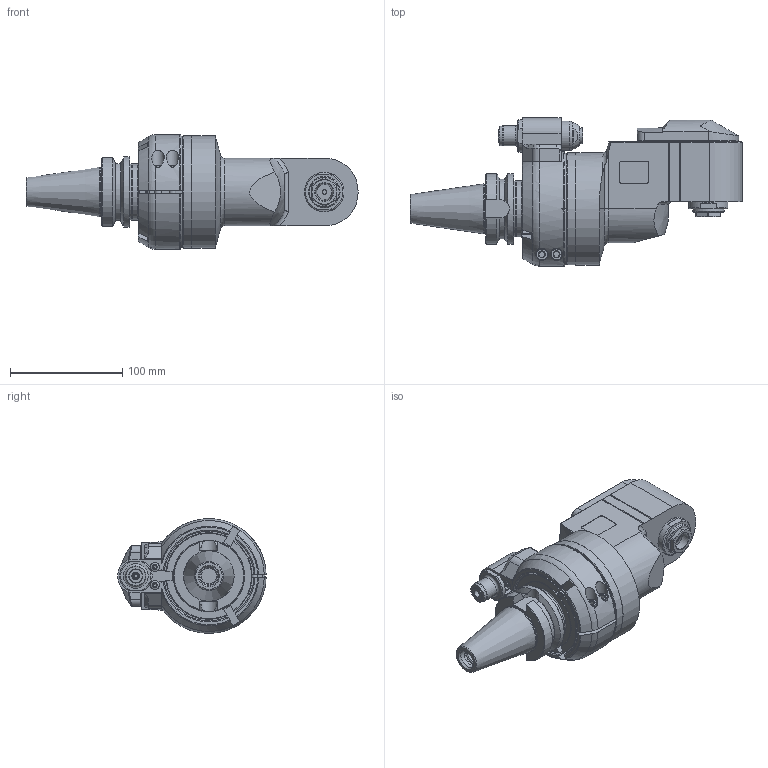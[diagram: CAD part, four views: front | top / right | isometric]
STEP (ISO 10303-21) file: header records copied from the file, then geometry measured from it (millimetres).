
FILE_DESCRIPTION(/* description */ (''),/* implementation_level */ '2;1');
FILE_NAME(/* name */ '9.FR9.130C0-1B40.stp',/* time_stamp */ '2025-01-08T10:08:36-05:00',/* author */ ('jkrenzer'),/* organization */ (''),/* preprocessor_version */ 'ST-DEVELOPER v18.1',/* originating_system */ 'Autodesk Inventor 2022',/* authorisation */ '');
FILE_SCHEMA (('AUTOMOTIVE_DESIGN { 1 0 10303 214 3 1 1 }'));
Products named in the file (2): 9.FR9.130C0-1B40; FR90-13C-gearbox only
Assembly tree (1 placements, depth 2):
  9.FR9.130C0-1B40
    FR90-13C-gearbox only
Bounding box: 295.4 x 131.98 x 102 mm (x, y, z)
Volume: 1237601.8 mm3; surface area: 130592.8 mm2
Topology: 2 solids, 3 shells, 521 faces, 1307 edges, 837 vertices
Faces by surface type: plane 234, cylinder 147, cone 104, torus 32, bspline 2, sphere 2
Full cylindrical faces by diameter (mm): 2.6 x2, 3 x2, 3.3 x2, 4 x1, 4.2 x4, 5 x1, 6 x2, 6.5 x3, 7 x2, 8 x1, 8.821 x1, 9 x1, 9.2 x1, 10 x4, 10.4 x2, 11 x2, 12 x2, 12.5 x1, 12.8 x1, 13 x1, 13.5 x1, 14 x2, 16 x1, 17 x1, 17.6 x1, 18 x1, 19 x1, 20.5 x2, 21.8 x1, 22.5 x1
Entity records: 18060 total; most frequent: CARTESIAN_POINT 5420, DIRECTION 2707, ORIENTED_EDGE 2606, EDGE_CURVE 1303, AXIS2_PLACEMENT_3D 1058, VERTEX_POINT 837, EDGE_LOOP 592, LINE 591
